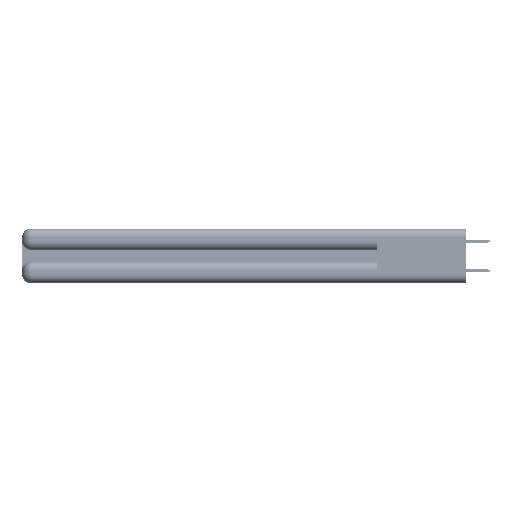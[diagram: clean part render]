
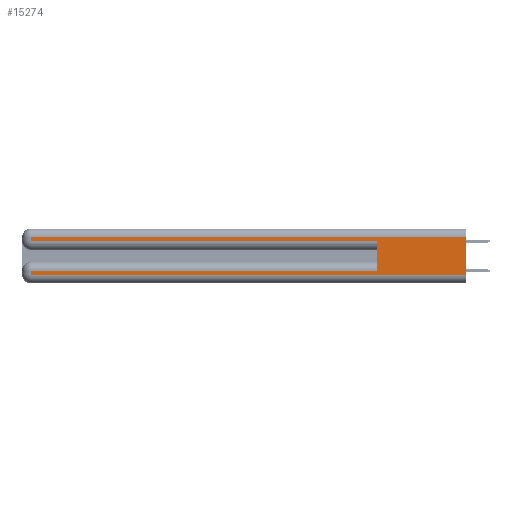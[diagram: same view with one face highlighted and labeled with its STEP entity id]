
A CAD part, left-side view. The second image highlights one B-rep face of the part: STEP entity #15274.
In plain terms, the highlighted planar face has unit normal (-1, 0, 0).
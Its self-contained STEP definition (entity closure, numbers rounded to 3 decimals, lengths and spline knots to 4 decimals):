
#3287 = CARTESIAN_POINT ( 'NONE',  ( 0., 2.94, 0.37 ) ) ;
#4046 = VERTEX_POINT ( 'NONE', #31298 ) ;
#4519 = LINE ( 'NONE', #44469, #34888 ) ;
#4929 = EDGE_CURVE ( 'NONE', #16210, #18526, #23789, .T. ) ;
#5421 = VECTOR ( 'NONE', #49024, 39.3701 ) ;
#5866 = ORIENTED_EDGE ( 'NONE', *, *, #28846, .T. ) ;
#6671 = VECTOR ( 'NONE', #32181, 39.3701 ) ;
#7842 = VERTEX_POINT ( 'NONE', #40567 ) ;
#12534 = VECTOR ( 'NONE', #25867, 39.3701 ) ;
#13391 = EDGE_CURVE ( 'NONE', #4046, #32315, #50784, .T. ) ;
#13555 = CARTESIAN_POINT ( 'NONE',  ( 0., 2.94, 0.06 ) ) ;
#15274 = ADVANCED_FACE ( 'NONE', ( #36580 ), #48583, .F. ) ;
#16210 = VERTEX_POINT ( 'NONE', #13555 ) ;
#16403 = VERTEX_POINT ( 'NONE', #18844 ) ;
#16977 = DIRECTION ( 'NONE',  ( 0., -1., 0. ) ) ;
#18526 = VERTEX_POINT ( 'NONE', #46994 ) ;
#18681 = CARTESIAN_POINT ( 'NONE',  ( 0., 0., 0.06 ) ) ;
#18844 = CARTESIAN_POINT ( 'NONE',  ( 0., 0.6, 0.285 ) ) ;
#19034 = LINE ( 'NONE', #45365, #29816 ) ;
#19457 = DIRECTION ( 'NONE',  ( 0., 0., -1. ) ) ;
#19748 = CARTESIAN_POINT ( 'NONE',  ( 0., 0., 0.31 ) ) ;
#22579 = DIRECTION ( 'NONE',  ( 0., -1., 0. ) ) ;
#22763 = VECTOR ( 'NONE', #39537, 39.3701 ) ;
#23789 = LINE ( 'NONE', #18681, #29508 ) ;
#25859 = CARTESIAN_POINT ( 'NONE',  ( 0., 2.94, 0.285 ) ) ;
#25867 = DIRECTION ( 'NONE',  ( 0., 0., -1. ) ) ;
#26247 = EDGE_CURVE ( 'NONE', #41709, #16210, #28236, .T. ) ;
#27981 = DIRECTION ( 'NONE',  ( 1., 0., 0. ) ) ;
#28236 = LINE ( 'NONE', #48485, #5421 ) ;
#28846 = EDGE_CURVE ( 'NONE', #34402, #4046, #39591, .T. ) ;
#29508 = VECTOR ( 'NONE', #22579, 39.3701 ) ;
#29816 = VECTOR ( 'NONE', #16977, 39.3701 ) ;
#30125 = CARTESIAN_POINT ( 'NONE',  ( 0., 0., 0.37 ) ) ;
#31157 = ORIENTED_EDGE ( 'NONE', *, *, #4929, .T. ) ;
#31164 = ORIENTED_EDGE ( 'NONE', *, *, #39129, .F. ) ;
#31298 = CARTESIAN_POINT ( 'NONE',  ( 0., 2.94, 0.31 ) ) ;
#31334 = ORIENTED_EDGE ( 'NONE', *, *, #46054, .T. ) ;
#31575 = CARTESIAN_POINT ( 'NONE',  ( 0., 0.6, 0.145 ) ) ;
#32181 = DIRECTION ( 'NONE',  ( 0., 1., 0. ) ) ;
#32315 = VERTEX_POINT ( 'NONE', #25859 ) ;
#32629 = ORIENTED_EDGE ( 'NONE', *, *, #41395, .F. ) ;
#32980 = VECTOR ( 'NONE', #52056, 39.3701 ) ;
#34402 = VERTEX_POINT ( 'NONE', #19748 ) ;
#34888 = VECTOR ( 'NONE', #40015, 39.3701 ) ;
#35860 = ORIENTED_EDGE ( 'NONE', *, *, #51561, .T. ) ;
#36580 = FACE_OUTER_BOUND ( 'NONE', #45039, .T. ) ;
#39021 = ORIENTED_EDGE ( 'NONE', *, *, #13391, .T. ) ;
#39129 = EDGE_CURVE ( 'NONE', #7842, #16403, #46985, .T. ) ;
#39537 = DIRECTION ( 'NONE',  ( 0., 0., 1. ) ) ;
#39591 = LINE ( 'NONE', #40332, #6671 ) ;
#40015 = DIRECTION ( 'NONE',  ( 0., 1., 0. ) ) ;
#40332 = CARTESIAN_POINT ( 'NONE',  ( 0., 0., 0.31 ) ) ;
#40567 = CARTESIAN_POINT ( 'NONE',  ( 0., 0.6, 0.085 ) ) ;
#41066 = LINE ( 'NONE', #30125, #12534 ) ;
#41395 = EDGE_CURVE ( 'NONE', #34402, #18526, #41066, .T. ) ;
#41709 = VERTEX_POINT ( 'NONE', #49806 ) ;
#44469 = CARTESIAN_POINT ( 'NONE',  ( 0., 0., 0.085 ) ) ;
#45039 = EDGE_LOOP ( 'NONE', ( #32629, #5866, #39021, #31334, #31164, #35860, #51268, #31157 ) ) ;
#45365 = CARTESIAN_POINT ( 'NONE',  ( 0., 0., 0.285 ) ) ;
#45446 = AXIS2_PLACEMENT_3D ( 'NONE', #48401, #27981, #19457 ) ;
#46054 = EDGE_CURVE ( 'NONE', #32315, #16403, #19034, .T. ) ;
#46985 = LINE ( 'NONE', #31575, #22763 ) ;
#46994 = CARTESIAN_POINT ( 'NONE',  ( 0., 0., 0.06 ) ) ;
#48401 = CARTESIAN_POINT ( 'NONE',  ( 0., 0., 0.37 ) ) ;
#48485 = CARTESIAN_POINT ( 'NONE',  ( 0., 2.94, 0.37 ) ) ;
#48583 = PLANE ( 'NONE',  #45446 ) ;
#49024 = DIRECTION ( 'NONE',  ( 0., 0., -1. ) ) ;
#49806 = CARTESIAN_POINT ( 'NONE',  ( 0., 2.94, 0.085 ) ) ;
#50784 = LINE ( 'NONE', #3287, #32980 ) ;
#51268 = ORIENTED_EDGE ( 'NONE', *, *, #26247, .T. ) ;
#51561 = EDGE_CURVE ( 'NONE', #7842, #41709, #4519, .T. ) ;
#52056 = DIRECTION ( 'NONE',  ( 0., 0., -1. ) ) ;
